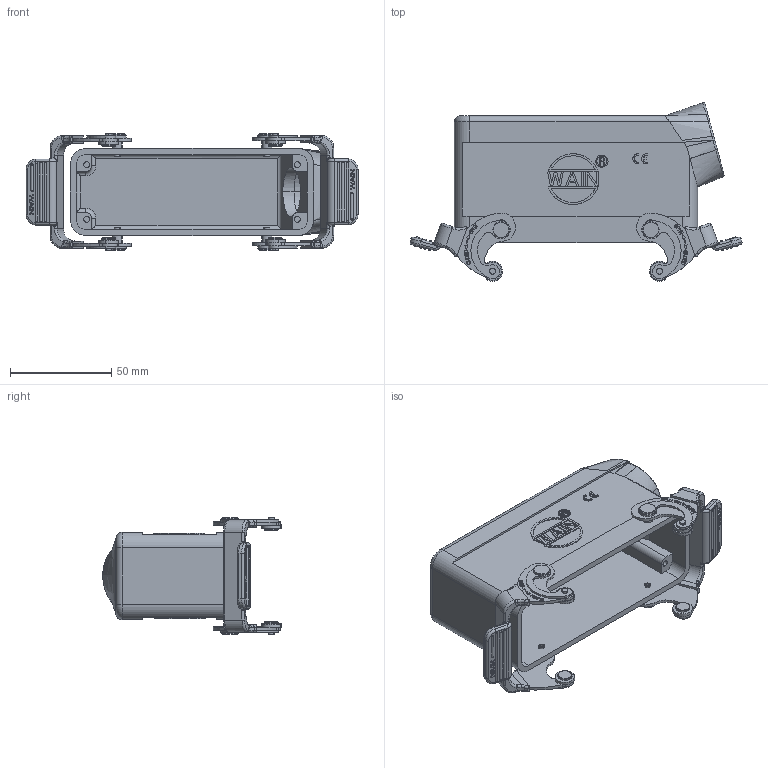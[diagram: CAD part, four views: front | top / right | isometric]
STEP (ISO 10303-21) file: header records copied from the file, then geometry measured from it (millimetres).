
FILE_DESCRIPTION((''),'2;1');
FILE_NAME('ASM0002_ASM','2022-09-05T',('xf.gao'),(''),'PRO/ENGINEER BY PARAMETRIC TECHNOLOGY CORPORATION, 2012480','PRO/ENGINEER BY PARAMETRIC TECHNOLOGY CORPORATION, 2012480','');
FILE_SCHEMA(('CONFIG_CONTROL_DESIGN'));
Products named in the file (32): PRT0057_1_1; PRT0058_1_1; PRT0059_1_1; PRT0060_1_1; PRT0061_1_1; ASM0036_ASM_1_ASM_1_ASM; PRT0062_1_1; PRT0063_1_1; PRT0064_1_1; PRT0065_1_1; PRT0066_1_1; ASM0035_ASM_1_ASM_1_ASM; ASM0034_ASM_1_ASM_1_ASM; PRT0067_1_1; PRT0068_1_1; PRT0069_1_1; PRT0070_1_1; ASM0039_ASM_1_ASM_1_ASM; PRT0071_1_1; PRT0072_1_1; PRT0073_1_1; PRT0074_1_1; PRT0075_1_1; ASM0038_ASM_1_ASM_1_ASM; ASM0037_ASM_1_ASM_1_ASM; ASM0033_ASM_1_ASM_1_ASM; ASM0032_ASM_1_ASM_1_ASM; ASM0031_ASM_1_ASM_1_ASM; ASM0030_ASM_1_ASM_1_ASM; ASM0029_ASM_1_ASM_1_ASM; ASM0003_ASM; ASM0002_ASM
Assembly tree (39 placements, depth 11):
  ASM0002_ASM
    ASM0003_ASM
      ASM0029_ASM_1_ASM_1_ASM
        ASM0030_ASM_1_ASM_1_ASM
          ASM0031_ASM_1_ASM_1_ASM
            ASM0032_ASM_1_ASM_1_ASM
              ASM0033_ASM_1_ASM_1_ASM
                PRT0057_1_1
                ASM0034_ASM_1_ASM_1_ASM
                  ASM0035_ASM_1_ASM_1_ASM
                    PRT0063_1_1  x2
                    PRT0064_1_1  x2
                    PRT0065_1_1  x2
                    PRT0066_1_1  x2
                ASM0037_ASM_1_ASM_1_ASM
                  ASM0038_ASM_1_ASM_1_ASM
                    PRT0072_1_1  x2
                    PRT0073_1_1  x2
                    PRT0074_1_1  x2
                    PRT0075_1_1  x2
Bounding box: 163.89 x 88.16 x 57.5 mm (x, y, z)
Volume: 92191.1 mm3; surface area: 74061.6 mm2
Topology: 23 solids, 23 shells, 1641 faces, 4422 edges, 2970 vertices
Faces by surface type: plane 852, cylinder 381, extrusion 164, bspline 110, torus 60, cone 42, sphere 32
Entity records: 56544 total; most frequent: CARTESIAN_POINT 17377, ORIENTED_EDGE 8336, DIRECTION 7421, EDGE_CURVE 4168, VERTEX_POINT 2800, VECTOR 2609, LINE 2445, AXIS2_PLACEMENT_3D 2406
